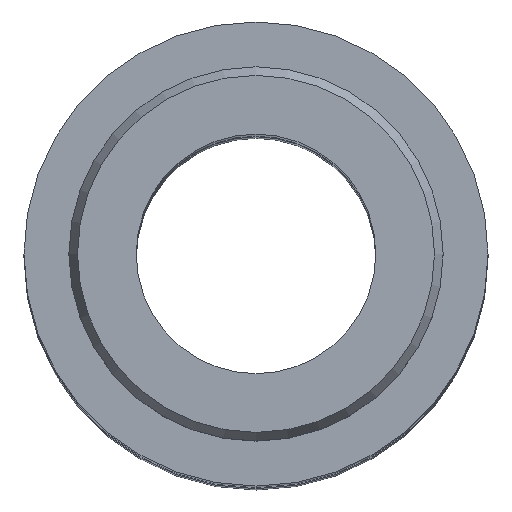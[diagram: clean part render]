
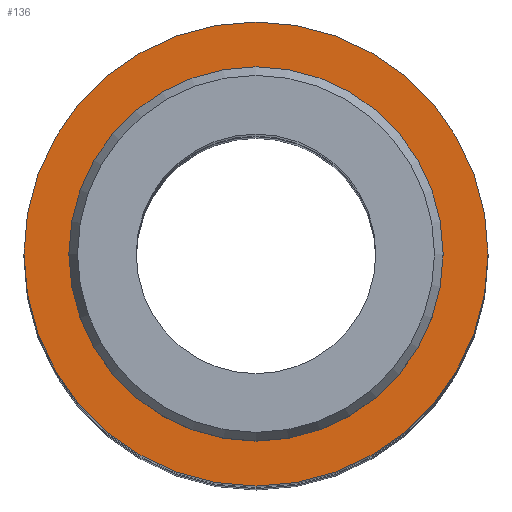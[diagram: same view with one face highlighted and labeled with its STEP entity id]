
A CAD part, top view. The second image highlights one B-rep face of the part: STEP entity #136.
In plain terms, the highlighted planar face has unit normal (0, 0, 1).
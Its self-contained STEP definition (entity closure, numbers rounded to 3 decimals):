
#35=PLANE('',#170);
#52=ORIENTED_EDGE('',*,*,#65,.T.);
#53=ORIENTED_EDGE('',*,*,#64,.F.);
#64=EDGE_CURVE('',#74,#74,#84,.T.);
#65=EDGE_CURVE('',#75,#75,#85,.T.);
#74=VERTEX_POINT('',#247);
#75=VERTEX_POINT('',#250);
#84=CIRCLE('',#169,4.65);
#85=CIRCLE('',#171,3.75);
#102=EDGE_LOOP('',(#52));
#103=EDGE_LOOP('',(#53));
#122=FACE_BOUND('',#102,.T.);
#123=FACE_BOUND('',#103,.T.);
#136=ADVANCED_FACE('',(#122,#123),#35,.T.);
#169=AXIS2_PLACEMENT_3D('',#246,#209,#210);
#170=AXIS2_PLACEMENT_3D('',#248,#211,#212);
#171=AXIS2_PLACEMENT_3D('',#249,#213,#214);
#209=DIRECTION('',(0.,0.,-1.));
#210=DIRECTION('',(0.,1.,0.));
#211=DIRECTION('',(0.,0.,1.));
#212=DIRECTION('',(0.,-1.,0.));
#213=DIRECTION('',(0.,0.,-1.));
#214=DIRECTION('',(0.,1.,0.));
#246=CARTESIAN_POINT('',(0.,0.,7.5));
#247=CARTESIAN_POINT('',(0.,4.65,7.5));
#248=CARTESIAN_POINT('',(0.,4.65,7.5));
#249=CARTESIAN_POINT('',(0.,0.,7.5));
#250=CARTESIAN_POINT('',(0.,3.75,7.5));
